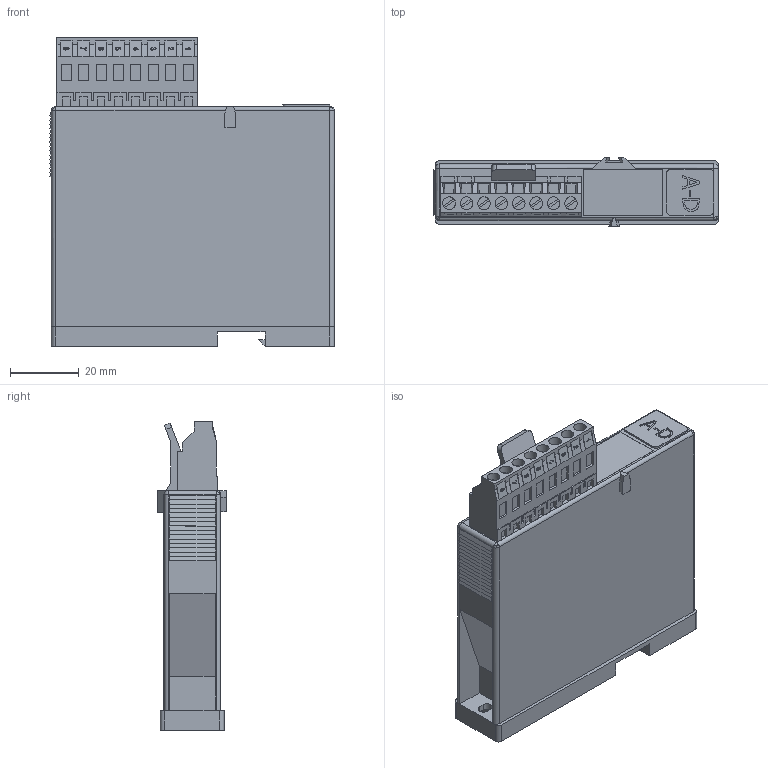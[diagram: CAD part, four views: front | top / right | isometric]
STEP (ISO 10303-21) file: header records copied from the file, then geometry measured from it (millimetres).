
FILE_DESCRIPTION((''),'2;1');
FILE_NAME('SNAP-AIMA-4.stp','2012-05-25T16:03:18',('ksullivan'),(''),'Autodesk Inventor 2013','Autodesk Inventor 2013','');
FILE_SCHEMA(('AUTOMOTIVE_DESIGN { 1 0 10303 214 1 1 1 1 }'));
Length unit declared in the file: inch
Products named in the file (1): SNAP-AIMA-4
Bounding box: 83.06 x 20.03 x 90.14 mm (x, y, z)
Volume: 94524.7 mm3; surface area: 24823 mm2
Topology: 2 solids, 2 shells, 2098 faces, 5705 edges, 3789 vertices
Faces by surface type: plane 1708, bspline 335, cylinder 53, sphere 2
Full cylindrical faces by diameter (mm): 3.701 x8
Entity records: 69774 total; most frequent: CARTESIAN_POINT 18899, ORIENTED_EDGE 11374, DIRECTION 8674, EDGE_CURVE 5687, VECTOR 4884, LINE 4884, VERTEX_POINT 3781, EDGE_LOOP 2292
